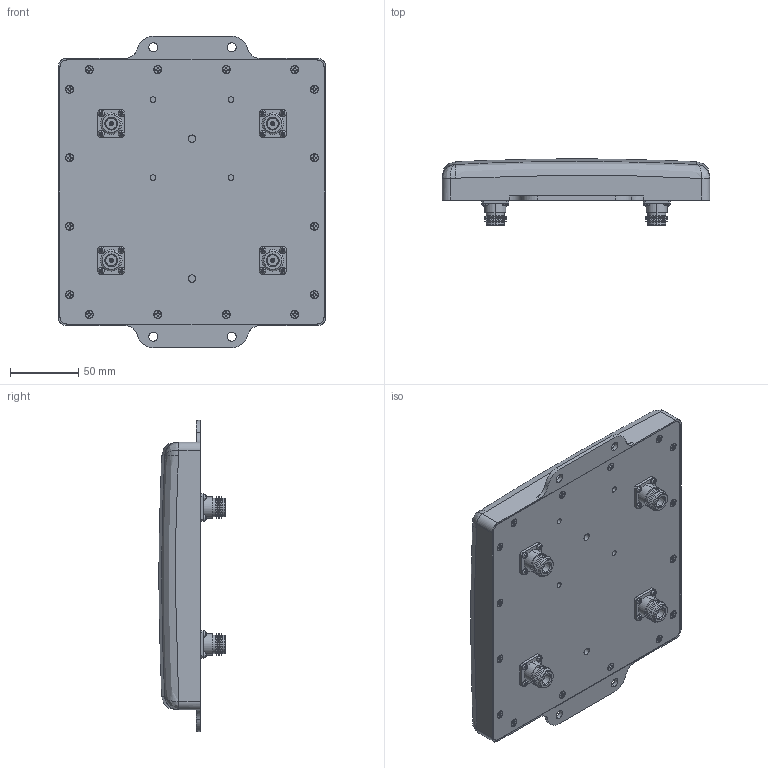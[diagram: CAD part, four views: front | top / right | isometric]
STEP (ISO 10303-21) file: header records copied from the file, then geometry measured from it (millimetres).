
FILE_DESCRIPTION (( 'STEP AP214' ), '1' );
FILE_NAME ('HG2458-08DP-4NF.STEP', '2016-04-07T12:37:54', ( 'L-Com' ), ( 'L-Com Global Connectivity' ), 'SwSTEP 2.0', 'SolidWorks 2014', '' );
FILE_SCHEMA (( 'AUTOMOTIVE_DESIGN' ));
Length unit declared in the file: inch
Products named in the file (5): HG2458-08DP-4NF_Connector; M2.9x9.5_FHPH sheetmetalScrew; HG2458-08DP-4NF_Backplate; HG2458-08DP-4NF_Radome; HG2458-08DP-4NF
Assembly tree (22 placements, depth 2):
  HG2458-08DP-4NF
    HG2458-08DP-4NF_Radome
    HG2458-08DP-4NF_Backplate
    M2.9x9.5_FHPH sheetmetalScrew  x16
    HG2458-08DP-4NF_Connector  x4
Bounding box: 195.5 x 48.43 x 227.56 mm (x, y, z)
Volume: 244436.8 mm3; surface area: 243525.4 mm2
Topology: 22 solids, 22 shells, 2207 faces, 5829 edges, 3763 vertices
Faces by surface type: plane 819, cylinder 672, cone 363, bspline 301, torus 52
Entity records: 32105 total; most frequent: CARTESIAN_POINT 14503, ORIENTED_EDGE 3754, DIRECTION 3390, EDGE_CURVE 1877, AXIS2_PLACEMENT_3D 1271, VERTEX_POINT 1207, EDGE_LOOP 860, LINE 848
